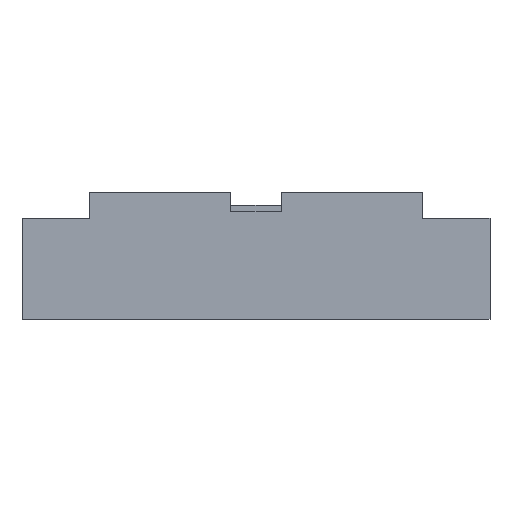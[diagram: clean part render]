
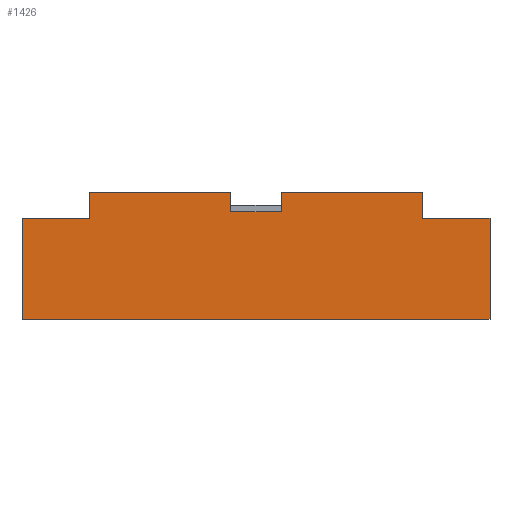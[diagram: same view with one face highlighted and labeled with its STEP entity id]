
A CAD part, front view. The second image highlights one B-rep face of the part: STEP entity #1426.
In plain terms, the highlighted planar face has unit normal (0, -1, 0).
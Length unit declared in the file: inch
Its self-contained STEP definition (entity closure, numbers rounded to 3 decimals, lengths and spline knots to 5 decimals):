
#36=LINE('',#2194,#148);
#75=LINE('',#2295,#187);
#78=LINE('',#2302,#190);
#86=LINE('',#2320,#198);
#93=LINE('',#2342,#205);
#94=LINE('',#2344,#206);
#95=LINE('',#2345,#207);
#96=LINE('',#2347,#208);
#97=LINE('',#2349,#209);
#98=LINE('',#2351,#210);
#99=LINE('',#2353,#211);
#100=LINE('',#2354,#212);
#148=VECTOR('',#1810,0.3937);
#187=VECTOR('',#1897,0.3937);
#190=VECTOR('',#1902,0.3937);
#198=VECTOR('',#1916,0.3937);
#205=VECTOR('',#1941,0.3937);
#206=VECTOR('',#1942,0.3937);
#207=VECTOR('',#1943,0.3937);
#208=VECTOR('',#1944,0.3937);
#209=VECTOR('',#1945,0.3937);
#210=VECTOR('',#1946,0.3937);
#211=VECTOR('',#1947,0.3937);
#212=VECTOR('',#1948,0.3937);
#355=FACE_OUTER_BOUND('',#457,.T.);
#457=EDGE_LOOP('',(#1084,#1085,#1086,#1087,#1088,#1089,#1090,#1091,#1092,
#1093,#1094,#1095));
#597=VERTEX_POINT('',#2187);
#600=VERTEX_POINT('',#2192);
#637=VERTEX_POINT('',#2292);
#638=VERTEX_POINT('',#2294);
#640=VERTEX_POINT('',#2299);
#641=VERTEX_POINT('',#2301);
#647=VERTEX_POINT('',#2316);
#655=VERTEX_POINT('',#2343);
#656=VERTEX_POINT('',#2346);
#657=VERTEX_POINT('',#2348);
#658=VERTEX_POINT('',#2350);
#659=VERTEX_POINT('',#2352);
#745=EDGE_CURVE('',#597,#600,#36,.T.);
#794=EDGE_CURVE('',#638,#637,#75,.T.);
#797=EDGE_CURVE('',#640,#641,#78,.T.);
#807=EDGE_CURVE('',#647,#641,#86,.T.);
#818=EDGE_CURVE('',#637,#647,#93,.T.);
#819=EDGE_CURVE('',#640,#655,#94,.T.);
#820=EDGE_CURVE('',#655,#597,#95,.T.);
#821=EDGE_CURVE('',#656,#600,#96,.T.);
#822=EDGE_CURVE('',#656,#657,#97,.T.);
#823=EDGE_CURVE('',#657,#658,#98,.T.);
#824=EDGE_CURVE('',#658,#659,#99,.T.);
#825=EDGE_CURVE('',#638,#659,#100,.T.);
#1084=ORIENTED_EDGE('',*,*,#818,.T.);
#1085=ORIENTED_EDGE('',*,*,#807,.T.);
#1086=ORIENTED_EDGE('',*,*,#797,.F.);
#1087=ORIENTED_EDGE('',*,*,#819,.T.);
#1088=ORIENTED_EDGE('',*,*,#820,.T.);
#1089=ORIENTED_EDGE('',*,*,#745,.T.);
#1090=ORIENTED_EDGE('',*,*,#821,.F.);
#1091=ORIENTED_EDGE('',*,*,#822,.T.);
#1092=ORIENTED_EDGE('',*,*,#823,.T.);
#1093=ORIENTED_EDGE('',*,*,#824,.T.);
#1094=ORIENTED_EDGE('',*,*,#825,.F.);
#1095=ORIENTED_EDGE('',*,*,#794,.T.);
#1266=PLANE('',#1586);
#1426=ADVANCED_FACE('',(#355),#1266,.T.);
#1586=AXIS2_PLACEMENT_3D('',#2341,#1939,#1940);
#1810=DIRECTION('',(0.,0.,1.));
#1897=DIRECTION('',(0.,0.,-1.));
#1902=DIRECTION('',(-1.,0.,0.));
#1916=DIRECTION('',(0.,0.,-1.));
#1939=DIRECTION('center_axis',(0.,-1.,0.));
#1940=DIRECTION('ref_axis',(1.,0.,0.));
#1941=DIRECTION('',(-1.,0.,0.));
#1942=DIRECTION('',(0.,0.,1.));
#1943=DIRECTION('',(-1.,0.,0.));
#1944=DIRECTION('',(1.,0.,0.));
#1945=DIRECTION('',(0.,0.,-1.));
#1946=DIRECTION('',(-1.,0.,0.));
#1947=DIRECTION('',(0.,0.,1.));
#1948=DIRECTION('',(1.,0.,0.));
#2187=CARTESIAN_POINT('',(0.2587,-0.19685,0.06858));
#2192=CARTESIAN_POINT('',(0.2587,-0.19685,0.10827));
#2194=CARTESIAN_POINT('',(0.2587,-0.19685,0.04429));
#2292=CARTESIAN_POINT('',(-0.2587,-0.19685,0.06858));
#2294=CARTESIAN_POINT('',(-0.2587,-0.19685,0.10827));
#2295=CARTESIAN_POINT('',(-0.2587,-0.19685,0.04429));
#2299=CARTESIAN_POINT('',(0.3637,-0.19685,-0.08858));
#2301=CARTESIAN_POINT('',(-0.3637,-0.19685,-0.08858));
#2302=CARTESIAN_POINT('',(-0.3937,-0.19685,-0.08858));
#2316=CARTESIAN_POINT('',(-0.3637,-0.19685,0.06858));
#2320=CARTESIAN_POINT('',(-0.3637,-0.19685,0.));
#2341=CARTESIAN_POINT('Origin',(-0.3937,-0.19685,0.));
#2342=CARTESIAN_POINT('',(-0.35245,-0.19685,0.06858));
#2343=CARTESIAN_POINT('',(0.3637,-0.19685,0.06858));
#2344=CARTESIAN_POINT('',(0.3637,-0.19685,0.));
#2345=CARTESIAN_POINT('',(-0.04125,-0.19685,0.06858));
#2346=CARTESIAN_POINT('',(0.03937,-0.19685,0.10827));
#2347=CARTESIAN_POINT('',(-0.2587,-0.19685,0.10827));
#2348=CARTESIAN_POINT('',(0.03937,-0.19685,0.07827));
#2349=CARTESIAN_POINT('',(0.03937,-0.19685,0.10827));
#2350=CARTESIAN_POINT('',(-0.03937,-0.19685,0.07827));
#2351=CARTESIAN_POINT('',(-0.19685,-0.19685,0.07827));
#2352=CARTESIAN_POINT('',(-0.03937,-0.19685,0.10827));
#2353=CARTESIAN_POINT('',(-0.03937,-0.19685,0.10827));
#2354=CARTESIAN_POINT('',(-0.2587,-0.19685,0.10827));
